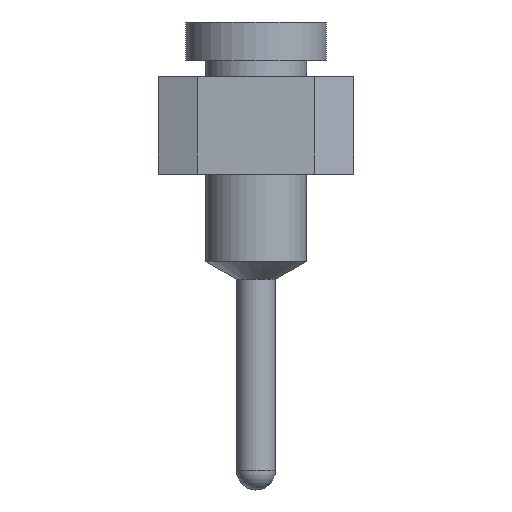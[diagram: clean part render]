
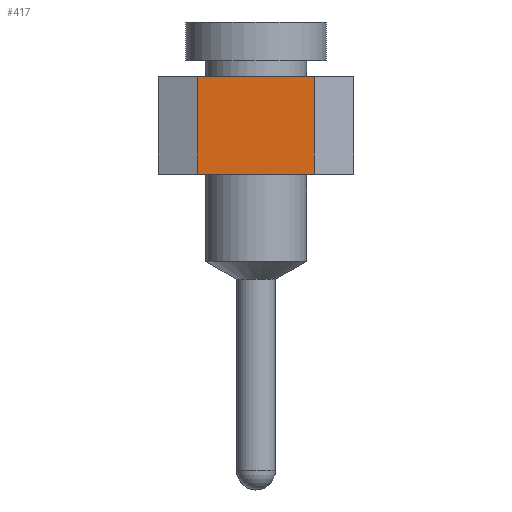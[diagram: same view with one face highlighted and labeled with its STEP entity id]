
A CAD part, left-side view. The second image highlights one B-rep face of the part: STEP entity #417.
In plain terms, the highlighted planar face has unit normal (-1, 0, 0).
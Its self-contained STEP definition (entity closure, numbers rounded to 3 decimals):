
#417 = ADVANCED_FACE('',(#418),#452,.F.);
#418 = FACE_BOUND('',#419,.T.);
#419 = EDGE_LOOP('',(#420,#430,#438,#446));
#420 = ORIENTED_EDGE('',*,*,#421,.T.);
#421 = EDGE_CURVE('',#422,#424,#426,.T.);
#422 = VERTEX_POINT('',#423);
#423 = CARTESIAN_POINT('',(-12.7,0.762,2.57));
#424 = VERTEX_POINT('',#425);
#425 = CARTESIAN_POINT('',(-12.7,0.762,1.3));
#426 = LINE('',#427,#428);
#427 = CARTESIAN_POINT('',(-12.7,0.762,3.84));
#428 = VECTOR('',#429,1.);
#429 = DIRECTION('',(0.,0.,-1.));
#430 = ORIENTED_EDGE('',*,*,#431,.T.);
#431 = EDGE_CURVE('',#424,#432,#434,.T.);
#432 = VERTEX_POINT('',#433);
#433 = CARTESIAN_POINT('',(-12.7,-0.762,1.3));
#434 = LINE('',#435,#436);
#435 = CARTESIAN_POINT('',(-12.7,1.27,1.3));
#436 = VECTOR('',#437,1.);
#437 = DIRECTION('',(0.,-1.,0.));
#438 = ORIENTED_EDGE('',*,*,#439,.F.);
#439 = EDGE_CURVE('',#440,#432,#442,.T.);
#440 = VERTEX_POINT('',#441);
#441 = CARTESIAN_POINT('',(-12.7,-0.762,2.57));
#442 = LINE('',#443,#444);
#443 = CARTESIAN_POINT('',(-12.7,-0.762,3.84));
#444 = VECTOR('',#445,1.);
#445 = DIRECTION('',(0.,0.,-1.));
#446 = ORIENTED_EDGE('',*,*,#447,.F.);
#447 = EDGE_CURVE('',#422,#440,#448,.T.);
#448 = LINE('',#449,#450);
#449 = CARTESIAN_POINT('',(-12.7,1.27,2.57));
#450 = VECTOR('',#451,1.);
#451 = DIRECTION('',(0.,-1.,0.));
#452 = PLANE('',#453);
#453 = AXIS2_PLACEMENT_3D('',#454,#455,#456);
#454 = CARTESIAN_POINT('',(-12.7,1.27,2.57));
#455 = DIRECTION('',(1.,0.,0.));
#456 = DIRECTION('',(0.,1.,0.));
